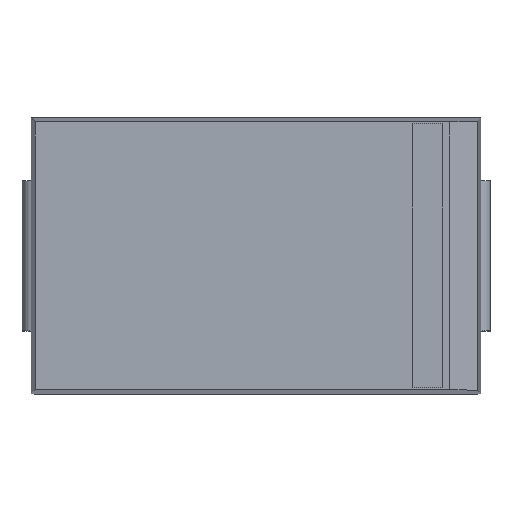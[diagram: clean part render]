
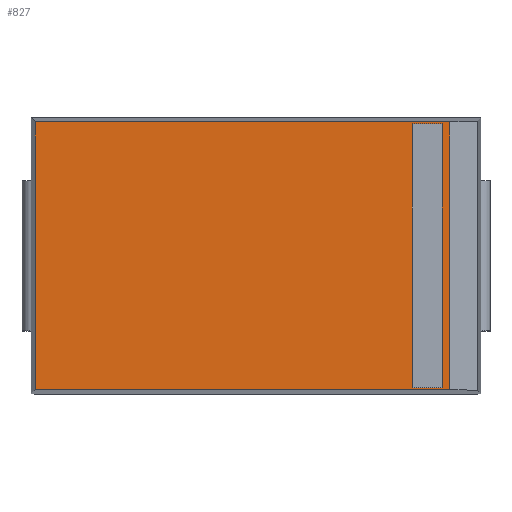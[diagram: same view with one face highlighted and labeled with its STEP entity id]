
A CAD part, top view. The second image highlights one B-rep face of the part: STEP entity #827.
In plain terms, the highlighted planar face has unit normal (0, 0, 1).
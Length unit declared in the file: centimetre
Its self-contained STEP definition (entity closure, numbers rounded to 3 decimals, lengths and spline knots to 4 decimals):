
#119=VERTEX_POINT('',#1056);
#120=VERTEX_POINT('',#1058);
#122=VERTEX_POINT('',#1064);
#124=VERTEX_POINT('',#1070);
#185=VERTEX_POINT('',#1244);
#186=VERTEX_POINT('',#1246);
#188=VERTEX_POINT('',#1253);
#190=VERTEX_POINT('',#1265);
#193=VECTOR('',#885,1.);
#197=VECTOR('',#890,1.);
#200=VECTOR('',#894,1.);
#202=VECTOR('',#897,1.);
#270=VECTOR('',#1032,1.);
#274=VECTOR('',#1037,1.);
#280=VECTOR('',#1047,1.);
#281=VECTOR('',#1049,1.);
#284=LINE('',#1057,#193);
#288=LINE('',#1065,#197);
#291=LINE('',#1071,#200);
#293=LINE('',#1074,#202);
#361=LINE('',#1247,#270);
#365=LINE('',#1254,#274);
#371=LINE('',#1266,#280);
#372=LINE('',#1268,#281);
#375=EDGE_CURVE('',#120,#119,#284,.T.);
#379=EDGE_CURVE('',#119,#122,#288,.T.);
#382=EDGE_CURVE('',#122,#124,#291,.T.);
#384=EDGE_CURVE('',#124,#120,#293,.T.);
#474=EDGE_CURVE('',#186,#185,#361,.T.);
#478=EDGE_CURVE('',#188,#186,#365,.T.);
#484=EDGE_CURVE('',#190,#188,#371,.T.);
#485=EDGE_CURVE('',#185,#190,#372,.T.);
#704=ORIENTED_EDGE('',*,*,#375,.T.);
#705=ORIENTED_EDGE('',*,*,#379,.T.);
#706=ORIENTED_EDGE('',*,*,#382,.T.);
#707=ORIENTED_EDGE('',*,*,#384,.T.);
#708=ORIENTED_EDGE('',*,*,#474,.F.);
#709=ORIENTED_EDGE('',*,*,#478,.F.);
#710=ORIENTED_EDGE('',*,*,#484,.F.);
#711=ORIENTED_EDGE('',*,*,#485,.F.);
#749=EDGE_LOOP('',(#704,#705,#706,#707));
#750=EDGE_LOOP('',(#708,#709,#710,#711));
#788=FACE_BOUND('',#749,.T.);
#789=FACE_BOUND('',#750,.T.);
#827=ADVANCED_FACE('',(#788,#789),#1299,.T.);
#881=AXIS2_PLACEMENT_3D('',#1269,#1050,$);
#885=DIRECTION('',(-1.,0.,0.));
#890=DIRECTION('',(0.,1.,0.));
#894=DIRECTION('',(1.,0.,0.));
#897=DIRECTION('',(0.,-1.,0.));
#1032=DIRECTION('',(0.,-1.,0.));
#1037=DIRECTION('',(1.,0.,0.));
#1047=DIRECTION('',(0.,1.,0.));
#1049=DIRECTION('',(-1.,0.,0.));
#1050=DIRECTION('',(0.,0.,1.));
#1056=CARTESIAN_POINT('',(0.26,-0.22,0.4));
#1057=CARTESIAN_POINT('',(0.1425,-0.22,0.4));
#1058=CARTESIAN_POINT('',(0.31,-0.22,0.4));
#1064=CARTESIAN_POINT('',(0.26,0.22,0.4));
#1065=CARTESIAN_POINT('',(0.26,0.,0.4));
#1070=CARTESIAN_POINT('',(0.31,0.22,0.4));
#1071=CARTESIAN_POINT('',(0.1425,0.22,0.4));
#1074=CARTESIAN_POINT('',(0.31,0.,0.4));
#1244=CARTESIAN_POINT('',(0.3228,-0.2228,0.4));
#1246=CARTESIAN_POINT('',(0.3228,0.2228,0.4));
#1247=CARTESIAN_POINT('',(0.3228,0.,0.4));
#1253=CARTESIAN_POINT('',(-0.3678,0.2228,0.4));
#1254=CARTESIAN_POINT('',(0.,0.2228,0.4));
#1265=CARTESIAN_POINT('',(-0.3678,-0.2228,0.4));
#1266=CARTESIAN_POINT('',(-0.3678,0.,0.4));
#1268=CARTESIAN_POINT('',(0.,-0.2228,0.4));
#1269=CARTESIAN_POINT('',(0.,0.,0.4));
#1299=PLANE('',#881);
